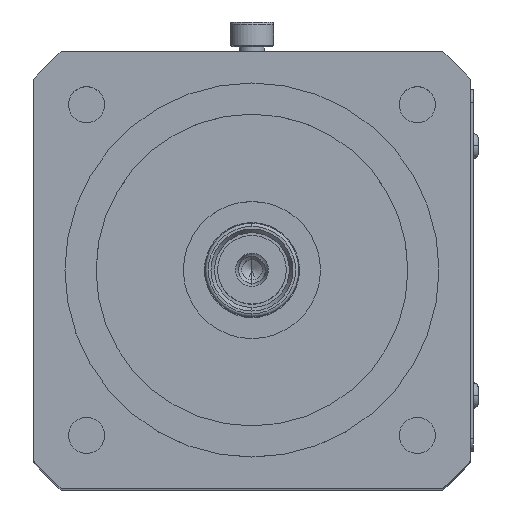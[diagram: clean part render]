
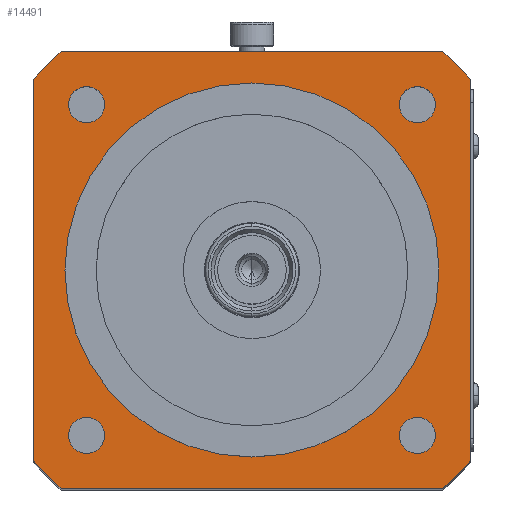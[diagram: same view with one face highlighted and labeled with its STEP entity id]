
A CAD part, top view. The second image highlights one B-rep face of the part: STEP entity #14491.
In plain terms, the highlighted planar face has unit normal (0, 0, 1).
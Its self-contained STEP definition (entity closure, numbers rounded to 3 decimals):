
#5702=CARTESIAN_POINT('',(0.,0.,99.));
#5703=DIRECTION('',(0.,0.,-1.));
#5704=DIRECTION('',(-0.753,0.658,0.));
#5705=AXIS2_PLACEMENT_3D('',#5702,#5703,#5704);
#5707=DIRECTION('',(1.,0.,0.));
#5708=VECTOR('',#5707,61.229);
#5709=CARTESIAN_POINT('',(-30.615,35.,99.));
#5710=LINE('',#5709,#5708);
#5711=CARTESIAN_POINT('',(0.,0.,99.));
#5712=DIRECTION('',(0.,0.,-1.));
#5713=DIRECTION('',(0.658,0.753,0.));
#5714=AXIS2_PLACEMENT_3D('',#5711,#5712,#5713);
#5716=DIRECTION('',(0.,-1.,0.));
#5717=VECTOR('',#5716,61.229);
#5718=CARTESIAN_POINT('',(35.,30.615,99.));
#5719=LINE('',#5718,#5717);
#5720=CARTESIAN_POINT('',(0.,0.,99.));
#5721=DIRECTION('',(0.,0.,-1.));
#5722=DIRECTION('',(0.753,-0.658,0.));
#5723=AXIS2_PLACEMENT_3D('',#5720,#5721,#5722);
#5725=DIRECTION('',(-1.,0.,0.));
#5726=VECTOR('',#5725,61.229);
#5727=CARTESIAN_POINT('',(30.615,-35.,99.));
#5728=LINE('',#5727,#5726);
#5729=CARTESIAN_POINT('',(0.,0.,99.));
#5730=DIRECTION('',(0.,0.,-1.));
#5731=DIRECTION('',(-0.658,-0.753,0.));
#5732=AXIS2_PLACEMENT_3D('',#5729,#5730,#5731);
#5734=DIRECTION('',(0.,1.,0.));
#5735=VECTOR('',#5734,61.229);
#5736=CARTESIAN_POINT('',(-35.,-30.615,99.));
#5737=LINE('',#5736,#5735);
#5738=CARTESIAN_POINT('',(-26.517,26.517,99.));
#5739=DIRECTION('',(0.,0.,-1.));
#5740=DIRECTION('',(-1.,0.,0.));
#5741=AXIS2_PLACEMENT_3D('',#5738,#5739,#5740);
#5743=CARTESIAN_POINT('',(-26.517,26.517,99.));
#5744=DIRECTION('',(0.,0.,-1.));
#5745=DIRECTION('',(1.,0.,0.));
#5746=AXIS2_PLACEMENT_3D('',#5743,#5744,#5745);
#5748=CARTESIAN_POINT('',(-26.517,-26.517,99.));
#5749=DIRECTION('',(0.,0.,-1.));
#5750=DIRECTION('',(-1.,0.,0.));
#5751=AXIS2_PLACEMENT_3D('',#5748,#5749,#5750);
#5753=CARTESIAN_POINT('',(-26.517,-26.517,99.));
#5754=DIRECTION('',(0.,0.,-1.));
#5755=DIRECTION('',(1.,0.,0.));
#5756=AXIS2_PLACEMENT_3D('',#5753,#5754,#5755);
#5758=CARTESIAN_POINT('',(26.517,-26.517,99.));
#5759=DIRECTION('',(0.,0.,-1.));
#5760=DIRECTION('',(-1.,0.,0.));
#5761=AXIS2_PLACEMENT_3D('',#5758,#5759,#5760);
#5763=CARTESIAN_POINT('',(26.517,-26.517,99.));
#5764=DIRECTION('',(0.,0.,-1.));
#5765=DIRECTION('',(1.,0.,0.));
#5766=AXIS2_PLACEMENT_3D('',#5763,#5764,#5765);
#5768=CARTESIAN_POINT('',(0.,0.,99.));
#5769=DIRECTION('',(0.,0.,1.));
#5770=DIRECTION('',(1.,0.,0.));
#5771=AXIS2_PLACEMENT_3D('',#5768,#5769,#5770);
#5773=CARTESIAN_POINT('',(0.,0.,99.));
#5774=DIRECTION('',(0.,0.,1.));
#5775=DIRECTION('',(-1.,0.,0.));
#5776=AXIS2_PLACEMENT_3D('',#5773,#5774,#5775);
#5778=CARTESIAN_POINT('',(26.517,26.517,99.));
#5779=DIRECTION('',(0.,0.,-1.));
#5780=DIRECTION('',(-1.,0.,0.));
#5781=AXIS2_PLACEMENT_3D('',#5778,#5779,#5780);
#5783=CARTESIAN_POINT('',(26.517,26.517,99.));
#5784=DIRECTION('',(0.,0.,-1.));
#5785=DIRECTION('',(1.,0.,0.));
#5786=AXIS2_PLACEMENT_3D('',#5783,#5784,#5785);
#7301=CARTESIAN_POINT('',(-35.,30.615,99.));
#7302=CARTESIAN_POINT('',(-30.615,35.,99.));
#7303=VERTEX_POINT('',#7301);
#7304=VERTEX_POINT('',#7302);
#7305=CARTESIAN_POINT('',(-35.,-30.615,99.));
#7306=VERTEX_POINT('',#7305);
#7307=CARTESIAN_POINT('',(-30.615,-35.,99.));
#7308=VERTEX_POINT('',#7307);
#7309=CARTESIAN_POINT('',(30.615,-35.,99.));
#7310=VERTEX_POINT('',#7309);
#7311=CARTESIAN_POINT('',(35.,-30.615,99.));
#7312=VERTEX_POINT('',#7311);
#7313=CARTESIAN_POINT('',(35.,30.615,99.));
#7314=VERTEX_POINT('',#7313);
#7315=CARTESIAN_POINT('',(30.615,35.,99.));
#7316=VERTEX_POINT('',#7315);
#7321=CARTESIAN_POINT('',(30.,0.,99.));
#7322=CARTESIAN_POINT('',(-30.,0.,99.));
#7323=VERTEX_POINT('',#7321);
#7324=VERTEX_POINT('',#7322);
#7397=CARTESIAN_POINT('',(23.617,26.517,99.));
#7398=CARTESIAN_POINT('',(29.417,26.517,99.));
#7399=VERTEX_POINT('',#7397);
#7400=VERTEX_POINT('',#7398);
#7405=CARTESIAN_POINT('',(23.617,-26.517,99.));
#7406=CARTESIAN_POINT('',(29.417,-26.517,99.));
#7407=VERTEX_POINT('',#7405);
#7408=VERTEX_POINT('',#7406);
#7413=CARTESIAN_POINT('',(-29.417,-26.517,99.));
#7414=CARTESIAN_POINT('',(-23.617,-26.517,99.));
#7415=VERTEX_POINT('',#7413);
#7416=VERTEX_POINT('',#7414);
#7421=CARTESIAN_POINT('',(-29.417,26.517,99.));
#7422=CARTESIAN_POINT('',(-23.617,26.517,99.));
#7423=VERTEX_POINT('',#7421);
#7424=VERTEX_POINT('',#7422);
#14444=CARTESIAN_POINT('',(0.,0.,99.));
#14445=DIRECTION('',(0.,0.,1.));
#14446=DIRECTION('',(1.,0.,0.));
#14447=AXIS2_PLACEMENT_3D('',#14444,#14445,#14446);
#14448=PLANE('',#14447);
#14450=ORIENTED_EDGE('',*,*,#14449,.T.);
#14451=ORIENTED_EDGE('',*,*,#8849,.T.);
#14452=ORIENTED_EDGE('',*,*,#8742,.T.);
#14453=ORIENTED_EDGE('',*,*,#8789,.T.);
#14454=ORIENTED_EDGE('',*,*,#14438,.T.);
#14455=ORIENTED_EDGE('',*,*,#8947,.T.);
#14457=ORIENTED_EDGE('',*,*,#14456,.T.);
#14458=ORIENTED_EDGE('',*,*,#8901,.T.);
#14459=EDGE_LOOP('',(#14450,#14451,#14452,#14453,#14454,#14455,#14457,#14458));
#14460=FACE_OUTER_BOUND('',#14459,.F.);
#14462=ORIENTED_EDGE('',*,*,#14461,.F.);
#14464=ORIENTED_EDGE('',*,*,#14463,.F.);
#14465=EDGE_LOOP('',(#14462,#14464));
#14466=FACE_BOUND('',#14465,.F.);
#14468=ORIENTED_EDGE('',*,*,#14467,.F.);
#14470=ORIENTED_EDGE('',*,*,#14469,.F.);
#14471=EDGE_LOOP('',(#14468,#14470));
#14472=FACE_BOUND('',#14471,.F.);
#14474=ORIENTED_EDGE('',*,*,#14473,.F.);
#14476=ORIENTED_EDGE('',*,*,#14475,.F.);
#14477=EDGE_LOOP('',(#14474,#14476));
#14478=FACE_BOUND('',#14477,.F.);
#14480=ORIENTED_EDGE('',*,*,#14479,.T.);
#14482=ORIENTED_EDGE('',*,*,#14481,.T.);
#14483=EDGE_LOOP('',(#14480,#14482));
#14484=FACE_BOUND('',#14483,.F.);
#14486=ORIENTED_EDGE('',*,*,#14485,.F.);
#14488=ORIENTED_EDGE('',*,*,#14487,.F.);
#14489=EDGE_LOOP('',(#14486,#14488));
#14490=FACE_BOUND('',#14489,.F.);
#14491=ADVANCED_FACE('',(#14460,#14466,#14472,#14478,#14484,#14490),#14448,.T.);
#5706=CIRCLE('',#5705,46.5);
#5715=CIRCLE('',#5714,46.5);
#5724=CIRCLE('',#5723,46.5);
#5733=CIRCLE('',#5732,46.5);
#5742=CIRCLE('',#5741,2.9);
#5747=CIRCLE('',#5746,2.9);
#5752=CIRCLE('',#5751,2.9);
#5757=CIRCLE('',#5756,2.9);
#5762=CIRCLE('',#5761,2.9);
#5767=CIRCLE('',#5766,2.9);
#5772=CIRCLE('',#5771,30.);
#5777=CIRCLE('',#5776,30.);
#5782=CIRCLE('',#5781,2.9);
#5787=CIRCLE('',#5786,2.9);
#8742=EDGE_CURVE('',#7316,#7314,#5715,.T.);
#8789=EDGE_CURVE('',#7314,#7312,#5719,.T.);
#8849=EDGE_CURVE('',#7304,#7316,#5710,.T.);
#8901=EDGE_CURVE('',#7306,#7303,#5737,.T.);
#8947=EDGE_CURVE('',#7310,#7308,#5728,.T.);
#14438=EDGE_CURVE('',#7312,#7310,#5724,.T.);
#14449=EDGE_CURVE('',#7303,#7304,#5706,.T.);
#14456=EDGE_CURVE('',#7308,#7306,#5733,.T.);
#14461=EDGE_CURVE('',#7423,#7424,#5742,.T.);
#14463=EDGE_CURVE('',#7424,#7423,#5747,.T.);
#14467=EDGE_CURVE('',#7415,#7416,#5752,.T.);
#14469=EDGE_CURVE('',#7416,#7415,#5757,.T.);
#14473=EDGE_CURVE('',#7407,#7408,#5762,.T.);
#14475=EDGE_CURVE('',#7408,#7407,#5767,.T.);
#14479=EDGE_CURVE('',#7323,#7324,#5772,.T.);
#14481=EDGE_CURVE('',#7324,#7323,#5777,.T.);
#14485=EDGE_CURVE('',#7399,#7400,#5782,.T.);
#14487=EDGE_CURVE('',#7400,#7399,#5787,.T.);
